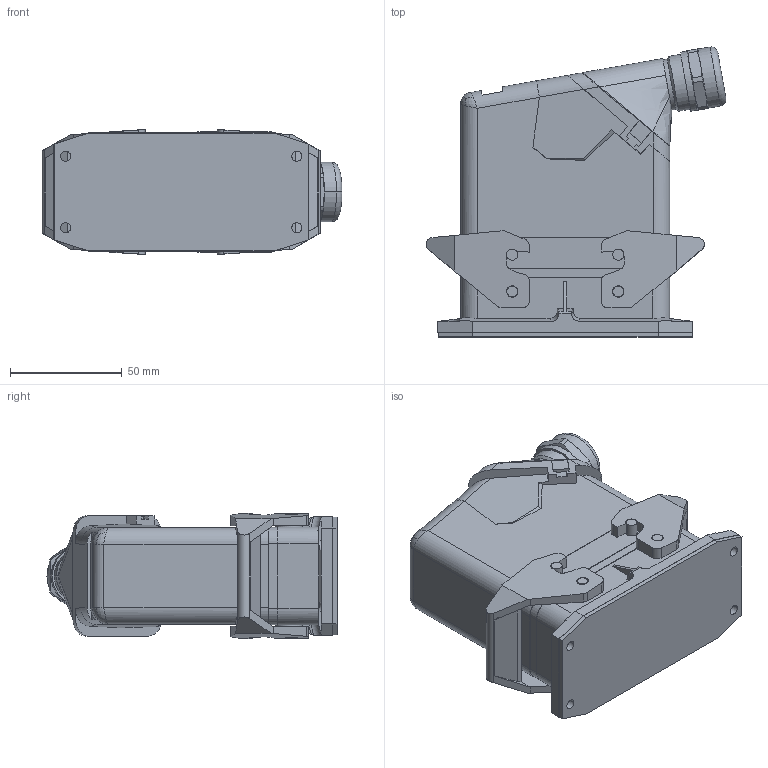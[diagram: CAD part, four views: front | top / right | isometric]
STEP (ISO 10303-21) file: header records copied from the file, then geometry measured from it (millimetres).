
FILE_DESCRIPTION(('SolidDesigner STEP Export'),'2;1');
FILE_NAME('1411489_HC_EVO_B16PT_BWD_HH_M25ELC_AL-select.stp','2014-10-22T10:50:02',(''),(''),'Creo Elements/Direct Modeling STEP processor for AP214 (Solid Model)','Creo Elements/Direct Modeling 18.1B 29-Sep-2012 (C) Parametric Technology GmbH','');
FILE_SCHEMA(('AUTOMOTIVE_DESIGN { 1 0 10303 214 1 1 1 1 }'));
Length unit declared in the file: millimetre
Products named in the file (2): 1411489_HC_EVO_B16PT_BWD_HH_M25ELC_AL-select
Assembly tree (1 placements, depth 2):
  1411489_HC_EVO_B16PT_BWD_HH_M25ELC_AL-select
    1411489_HC_EVO_B16PT_BWD_HH_M25ELC_AL-select
Bounding box: 134.28 x 129.88 x 56 mm (x, y, z)
Volume: 518983.4 mm3; surface area: 59884.8 mm2
Topology: 1 solids, 1 shells, 365 faces, 1044 edges, 686 vertices
Faces by surface type: plane 203, cylinder 141, bspline 13, cone 6, torus 2
Entity records: 16795 total; most frequent: CARTESIAN_POINT 4427, ORIENTED_EDGE 2088, DIRECTION 1860, EDGE_CURVE 1044, VERTEX_POINT 686, VECTOR 644, LINE 644, AXIS2_PLACEMENT_3D 608
